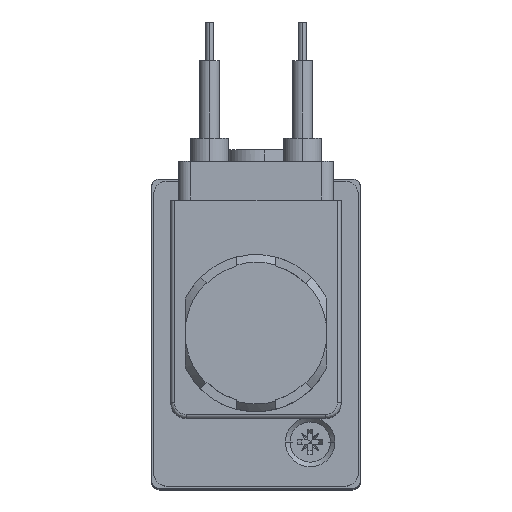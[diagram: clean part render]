
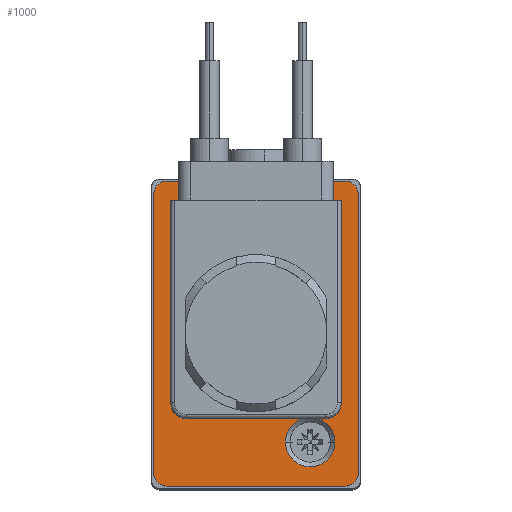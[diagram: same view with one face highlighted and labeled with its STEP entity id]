
A CAD part, top view. The second image highlights one B-rep face of the part: STEP entity #1000.
In plain terms, the highlighted planar face has unit normal (0, 0, 1).
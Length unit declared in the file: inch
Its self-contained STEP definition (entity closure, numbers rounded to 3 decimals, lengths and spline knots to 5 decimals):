
#81 = FACE_BOUND ( 'NONE', #9483, .T. ) ;
#92 = CARTESIAN_POINT ( 'NONE',  ( -0.27559, 0.55118, 0. ) ) ;
#115 = ORIENTED_EDGE ( 'NONE', *, *, #2668, .F. ) ;
#195 = VERTEX_POINT ( 'NONE', #6983 ) ;
#204 = VERTEX_POINT ( 'NONE', #2374 ) ;
#257 = AXIS2_PLACEMENT_3D ( 'NONE', #508, #10634, #5164 ) ;
#289 = LINE ( 'NONE', #6606, #4918 ) ;
#313 = AXIS2_PLACEMENT_3D ( 'NONE', #8107, #2609, #9049 ) ;
#354 = DIRECTION ( 'NONE',  ( 0., 0., 1. ) ) ;
#409 = EDGE_CURVE ( 'NONE', #9514, #9257, #6733, .T. ) ;
#453 = DIRECTION ( 'NONE',  ( 1., 0., 0. ) ) ;
#495 = AXIS2_PLACEMENT_3D ( 'NONE', #8102, #2597, #9034 ) ;
#508 = CARTESIAN_POINT ( 'NONE',  ( 0., 0., 0. ) ) ;
#521 = EDGE_CURVE ( 'NONE', #10889, #3950, #3976, .T. ) ;
#749 = AXIS2_PLACEMENT_3D ( 'NONE', #7439, #1921, #8358 ) ;
#769 = EDGE_CURVE ( 'NONE', #10477, #5916, #3989, .T. ) ;
#1000 = ADVANCED_FACE ( 'NONE', ( #4409, #81, #4719, #1972 ), #4226, .F. ) ;
#1038 = DIRECTION ( 'NONE',  ( 1., 0., 0. ) ) ;
#1055 = CARTESIAN_POINT ( 'NONE',  ( -0.1811, 0., 0. ) ) ;
#1066 = CARTESIAN_POINT ( 'NONE',  ( -0.51969, -0.77559, 0. ) ) ;
#1299 = VERTEX_POINT ( 'NONE', #3285 ) ;
#1397 = CARTESIAN_POINT ( 'NONE',  ( 0.45079, -0.77559, 0. ) ) ;
#1507 = LINE ( 'NONE', #4332, #10993 ) ;
#1719 = CARTESIAN_POINT ( 'NONE',  ( -0.51969, 0.70669, 0. ) ) ;
#1921 = DIRECTION ( 'NONE',  ( 0., 0., -1. ) ) ;
#1972 = FACE_BOUND ( 'NONE', #5159, .T. ) ;
#2076 = ORIENTED_EDGE ( 'NONE', *, *, #3234, .F. ) ;
#2227 = CARTESIAN_POINT ( 'NONE',  ( 0., 0., 0. ) ) ;
#2374 = CARTESIAN_POINT ( 'NONE',  ( -0.51969, -0.70669, 0. ) ) ;
#2473 = CARTESIAN_POINT ( 'NONE',  ( 0.51969, 0.70669, 0. ) ) ;
#2563 = CIRCLE ( 'NONE', #6484, 0.1811 ) ;
#2582 = CARTESIAN_POINT ( 'NONE',  ( 0., 0., 0. ) ) ;
#2597 = DIRECTION ( 'NONE',  ( 0., 0., -1. ) ) ;
#2609 = DIRECTION ( 'NONE',  ( 0., 0., -1. ) ) ;
#2668 = EDGE_CURVE ( 'NONE', #5566, #10958, #4928, .T. ) ;
#2669 = CARTESIAN_POINT ( 'NONE',  ( 0.27559, -0.55118, 0. ) ) ;
#3015 = ORIENTED_EDGE ( 'NONE', *, *, #10847, .F. ) ;
#3141 = AXIS2_PLACEMENT_3D ( 'NONE', #10427, #4946, #11349 ) ;
#3160 = DIRECTION ( 'NONE',  ( 1., 0., 0. ) ) ;
#3234 = EDGE_CURVE ( 'NONE', #10958, #11051, #289, .T. ) ;
#3267 = CIRCLE ( 'NONE', #3141, 0.12598 ) ;
#3285 = CARTESIAN_POINT ( 'NONE',  ( -0.40157, 0.55118, 0. ) ) ;
#3331 = EDGE_LOOP ( 'NONE', ( #6417, #7957, #6248, #2076, #115, #6910, #3440, #6540 ) ) ;
#3440 = ORIENTED_EDGE ( 'NONE', *, *, #769, .F. ) ;
#3492 = DIRECTION ( 'NONE',  ( 1., 0., 0. ) ) ;
#3583 = DIRECTION ( 'NONE',  ( 1., 0., 0. ) ) ;
#3790 = EDGE_CURVE ( 'NONE', #4826, #5510, #7354, .T. ) ;
#3950 = VERTEX_POINT ( 'NONE', #8540 ) ;
#3976 = CIRCLE ( 'NONE', #10778, 0.12598 ) ;
#3989 = CIRCLE ( 'NONE', #10552, 0.0689 ) ;
#4052 = CARTESIAN_POINT ( 'NONE',  ( 0.45079, 0.70669, 0. ) ) ;
#4226 = PLANE ( 'NONE',  #257 ) ;
#4247 = CIRCLE ( 'NONE', #495, 0.0689 ) ;
#4332 = CARTESIAN_POINT ( 'NONE',  ( 0.51969, 0.77559, 0. ) ) ;
#4409 = FACE_OUTER_BOUND ( 'NONE', #3331, .T. ) ;
#4584 = LINE ( 'NONE', #1066, #6763 ) ;
#4719 = FACE_BOUND ( 'NONE', #11331, .T. ) ;
#4826 = VERTEX_POINT ( 'NONE', #1719 ) ;
#4877 = CIRCLE ( 'NONE', #6471, 0.12598 ) ;
#4918 = VECTOR ( 'NONE', #7529, 39.37008 ) ;
#4928 = CIRCLE ( 'NONE', #313, 0.0689 ) ;
#4946 = DIRECTION ( 'NONE',  ( 0., 0., 1. ) ) ;
#4973 = DIRECTION ( 'NONE',  ( 1., 0., 0. ) ) ;
#5159 = EDGE_LOOP ( 'NONE', ( #10053, #11244 ) ) ;
#5164 = DIRECTION ( 'NONE',  ( -1., 0., 0. ) ) ;
#5510 = VERTEX_POINT ( 'NONE', #11495 ) ;
#5566 = VERTEX_POINT ( 'NONE', #11565 ) ;
#5883 = CARTESIAN_POINT ( 'NONE',  ( 0.27559, -0.55118, 0. ) ) ;
#5916 = VERTEX_POINT ( 'NONE', #2473 ) ;
#5926 = EDGE_CURVE ( 'NONE', #5916, #5566, #1507, .T. ) ;
#5961 = EDGE_CURVE ( 'NONE', #11051, #204, #4247, .T. ) ;
#6227 = ORIENTED_EDGE ( 'NONE', *, *, #521, .F. ) ;
#6248 = ORIENTED_EDGE ( 'NONE', *, *, #5961, .F. ) ;
#6377 = EDGE_CURVE ( 'NONE', #9257, #9514, #2563, .T. ) ;
#6417 = ORIENTED_EDGE ( 'NONE', *, *, #3790, .F. ) ;
#6471 = AXIS2_PLACEMENT_3D ( 'NONE', #92, #6571, #1038 ) ;
#6484 = AXIS2_PLACEMENT_3D ( 'NONE', #2227, #8662, #3160 ) ;
#6540 = ORIENTED_EDGE ( 'NONE', *, *, #11548, .F. ) ;
#6571 = DIRECTION ( 'NONE',  ( 0., 0., 1. ) ) ;
#6605 = DIRECTION ( 'NONE',  ( 0., 1., 0. ) ) ;
#6606 = CARTESIAN_POINT ( 'NONE',  ( 0.51969, -0.77559, 0. ) ) ;
#6648 = LINE ( 'NONE', #9635, #11210 ) ;
#6733 = CIRCLE ( 'NONE', #8365, 0.1811 ) ;
#6763 = VECTOR ( 'NONE', #6605, 39.37008 ) ;
#6828 = DIRECTION ( 'NONE',  ( 1., 0., 0. ) ) ;
#6910 = ORIENTED_EDGE ( 'NONE', *, *, #5926, .F. ) ;
#6983 = CARTESIAN_POINT ( 'NONE',  ( -0.14961, 0.55118, 0. ) ) ;
#7105 = DIRECTION ( 'NONE',  ( 0., -1., 0. ) ) ;
#7354 = CIRCLE ( 'NONE', #749, 0.0689 ) ;
#7439 = CARTESIAN_POINT ( 'NONE',  ( -0.45079, 0.70669, 0. ) ) ;
#7500 = ORIENTED_EDGE ( 'NONE', *, *, #409, .T. ) ;
#7529 = DIRECTION ( 'NONE',  ( -1., 0., 0. ) ) ;
#7957 = ORIENTED_EDGE ( 'NONE', *, *, #8261, .F. ) ;
#7966 = ORIENTED_EDGE ( 'NONE', *, *, #6377, .T. ) ;
#8102 = CARTESIAN_POINT ( 'NONE',  ( -0.45079, -0.70669, 0. ) ) ;
#8107 = CARTESIAN_POINT ( 'NONE',  ( 0.45079, -0.70669, 0. ) ) ;
#8212 = EDGE_CURVE ( 'NONE', #195, #1299, #4877, .T. ) ;
#8261 = EDGE_CURVE ( 'NONE', #204, #4826, #4584, .T. ) ;
#8358 = DIRECTION ( 'NONE',  ( 1., 0., 0. ) ) ;
#8365 = AXIS2_PLACEMENT_3D ( 'NONE', #2582, #9019, #3492 ) ;
#8402 = EDGE_CURVE ( 'NONE', #1299, #195, #3267, .T. ) ;
#8521 = AXIS2_PLACEMENT_3D ( 'NONE', #5883, #354, #6828 ) ;
#8540 = CARTESIAN_POINT ( 'NONE',  ( 0.14961, -0.55118, 0. ) ) ;
#8662 = DIRECTION ( 'NONE',  ( 0., 0., -1. ) ) ;
#9019 = DIRECTION ( 'NONE',  ( 0., 0., -1. ) ) ;
#9034 = DIRECTION ( 'NONE',  ( 1., 0., 0. ) ) ;
#9049 = DIRECTION ( 'NONE',  ( 1., 0., 0. ) ) ;
#9111 = DIRECTION ( 'NONE',  ( 0., 0., 1. ) ) ;
#9257 = VERTEX_POINT ( 'NONE', #11719 ) ;
#9483 = EDGE_LOOP ( 'NONE', ( #7966, #7500 ) ) ;
#9514 = VERTEX_POINT ( 'NONE', #1055 ) ;
#9606 = CARTESIAN_POINT ( 'NONE',  ( 0.40157, -0.55118, 0. ) ) ;
#9635 = CARTESIAN_POINT ( 'NONE',  ( -0.51969, 0.77559, 0. ) ) ;
#9859 = CARTESIAN_POINT ( 'NONE',  ( 0.45079, 0.77559, 0. ) ) ;
#10053 = ORIENTED_EDGE ( 'NONE', *, *, #8212, .F. ) ;
#10427 = CARTESIAN_POINT ( 'NONE',  ( -0.27559, 0.55118, 0. ) ) ;
#10463 = DIRECTION ( 'NONE',  ( 0., 0., -1. ) ) ;
#10477 = VERTEX_POINT ( 'NONE', #9859 ) ;
#10505 = CIRCLE ( 'NONE', #8521, 0.12598 ) ;
#10552 = AXIS2_PLACEMENT_3D ( 'NONE', #4052, #10463, #4973 ) ;
#10634 = DIRECTION ( 'NONE',  ( 0., 0., -1. ) ) ;
#10778 = AXIS2_PLACEMENT_3D ( 'NONE', #2669, #9111, #3583 ) ;
#10847 = EDGE_CURVE ( 'NONE', #3950, #10889, #10505, .T. ) ;
#10889 = VERTEX_POINT ( 'NONE', #9606 ) ;
#10958 = VERTEX_POINT ( 'NONE', #1397 ) ;
#10993 = VECTOR ( 'NONE', #7105, 39.37008 ) ;
#11051 = VERTEX_POINT ( 'NONE', #11586 ) ;
#11210 = VECTOR ( 'NONE', #453, 39.37008 ) ;
#11244 = ORIENTED_EDGE ( 'NONE', *, *, #8402, .F. ) ;
#11331 = EDGE_LOOP ( 'NONE', ( #6227, #3015 ) ) ;
#11349 = DIRECTION ( 'NONE',  ( 1., 0., 0. ) ) ;
#11495 = CARTESIAN_POINT ( 'NONE',  ( -0.45079, 0.77559, 0. ) ) ;
#11548 = EDGE_CURVE ( 'NONE', #5510, #10477, #6648, .T. ) ;
#11565 = CARTESIAN_POINT ( 'NONE',  ( 0.51969, -0.70669, 0. ) ) ;
#11586 = CARTESIAN_POINT ( 'NONE',  ( -0.45079, -0.77559, 0. ) ) ;
#11719 = CARTESIAN_POINT ( 'NONE',  ( 0.1811, 0., 0. ) ) ;
